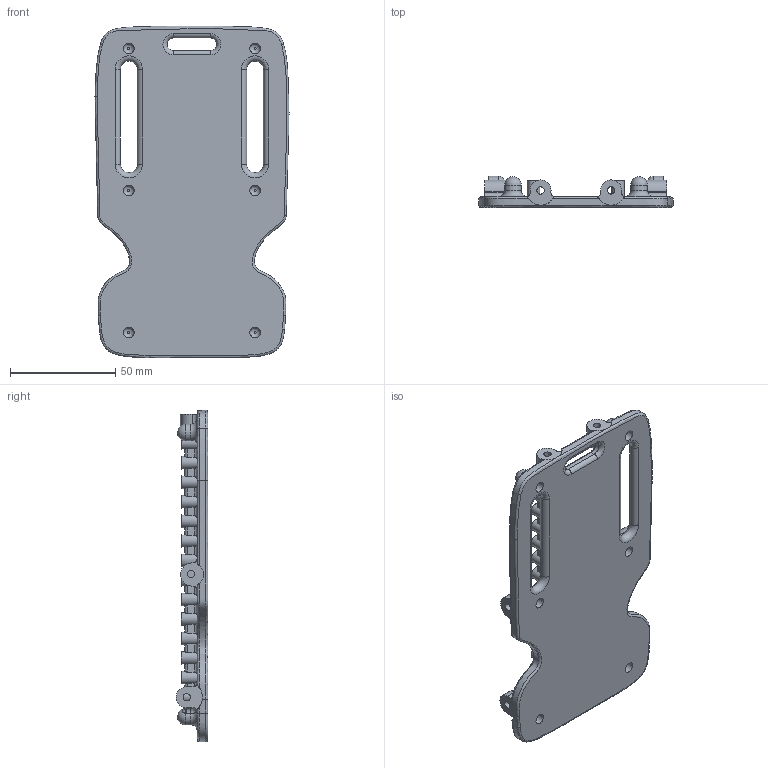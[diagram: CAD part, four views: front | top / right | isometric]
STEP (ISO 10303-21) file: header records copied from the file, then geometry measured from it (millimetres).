
FILE_DESCRIPTION(/* description */ (''),/* implementation_level */ '2;1');
FILE_NAME(/* name */ 'Expansion Frame.step',/* time_stamp */ '2016-10-15T14:48:57+11:00',/* author */ (''),/* organization */ (''),/* preprocessor_version */ 'ST-DEVELOPER v16.5',/* originating_system */ 'Autodesk Translation Framework v5.1.0.3141',/* authorisation */ '');
FILE_SCHEMA (('AUTOMOTIVE_DESIGN { 1 0 10303 214 3 1 1 }'));
Length unit declared in the file: centimetre
Products named in the file (2): Expansion Frame v13; Expansion Frame
Assembly tree (1 placements, depth 2):
  Expansion Frame v13
    Expansion Frame
Bounding box: 92.23 x 15 x 157.56 mm (x, y, z)
Volume: 66777 mm3; surface area: 42230.9 mm2
Topology: 1 solids, 1 shells, 607 faces, 1571 edges, 991 vertices
Faces by surface type: plane 271, cylinder 241, bspline 69, torus 22, sphere 4
Full cylindrical faces by diameter (mm): 3.5 x5, 4 x30, 5 x6, 6 x30, 8 x2
Entity records: 24059 total; most frequent: CARTESIAN_POINT 10173, ORIENTED_EDGE 2950, DIRECTION 2655, EDGE_CURVE 1475, AXIS2_PLACEMENT_3D 987, VERTEX_POINT 976, EDGE_LOOP 727, LINE 681
